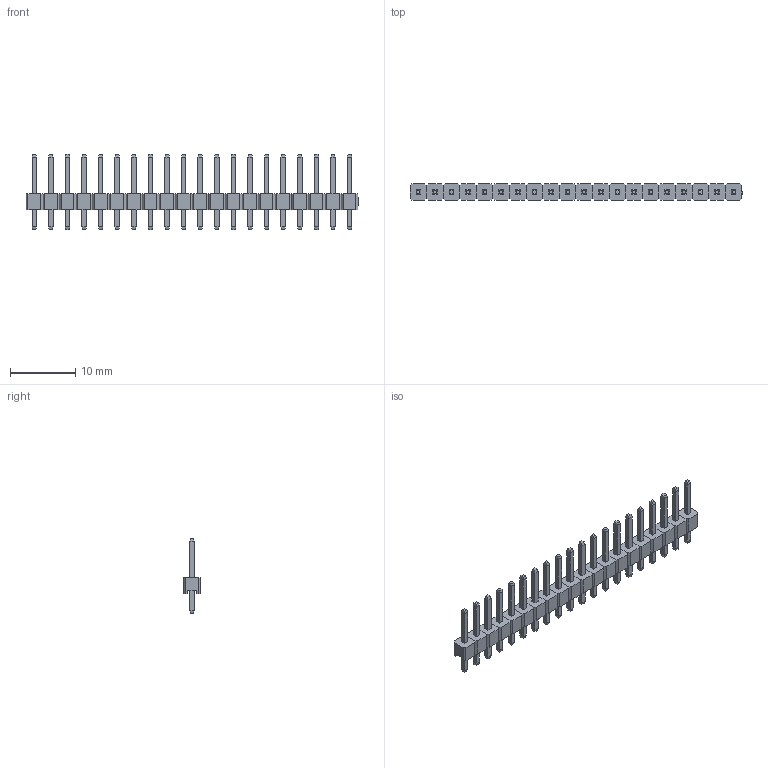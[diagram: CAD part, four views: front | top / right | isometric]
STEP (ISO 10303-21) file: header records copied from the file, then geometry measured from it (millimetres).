
FILE_DESCRIPTION (( 'STEP AP214' ), '1' );
FILE_NAME ('HDR-M-2.54_1X20.step', '2022-07-02T10:06:25', ( '' ), ( '' ), 'SwSTEP 2.0', 'SolidWorks 2020', '' );
FILE_SCHEMA (( 'AUTOMOTIVE_DESIGN' ));
Length unit declared in the file: millimetre
Products named in the file (1): HDR-M-2.54_1X20
Bounding box: 50.81 x 2.54 x 11.5 mm (x, y, z)
Volume: 368.9 mm3; surface area: 1259 mm2
Topology: 20 solids, 20 shells, 2044 faces, 5255 edges, 3450 vertices
Faces by surface type: plane 1666, bspline 378
Entity records: 97820 total; most frequent: CARTESIAN_POINT 28016, ORIENTED_EDGE 10510, DIRECTION 7829, EDGE_CURVE 5255, VECTOR 4495, LINE 4495, VERTEX_POINT 3450, EDGE_LOOP 2243
